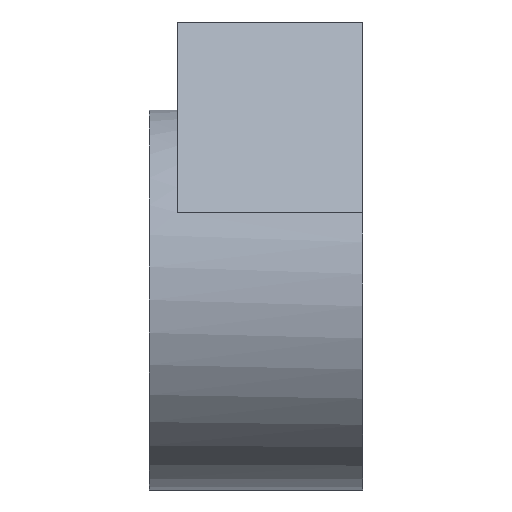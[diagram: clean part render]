
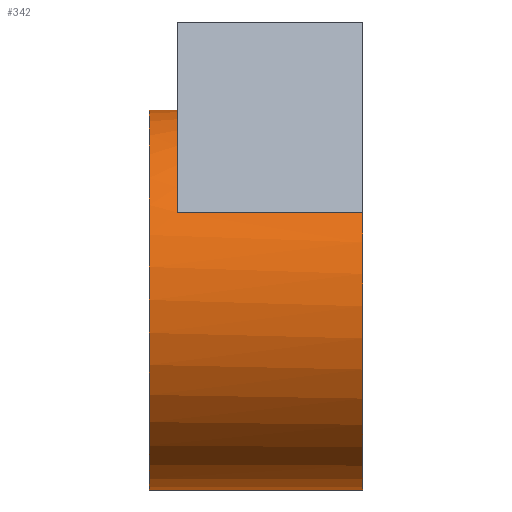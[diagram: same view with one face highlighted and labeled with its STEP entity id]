
A CAD part, left-side view. The second image highlights one B-rep face of the part: STEP entity #342.
In plain terms, the highlighted cylindrical face has radius 20.5 mm (diameter 41 mm), a partial arc.
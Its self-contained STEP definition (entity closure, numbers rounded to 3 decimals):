
#18 = CYLINDRICAL_SURFACE ( 'NONE', #120, 20.5 ) ;
#25 = DIRECTION ( 'NONE',  ( 0., 0., -1. ) ) ;
#28 = EDGE_LOOP ( 'NONE', ( #93, #463, #305, #139, #174, #513 ) ) ;
#69 = CARTESIAN_POINT ( 'NONE',  ( -18.186, 0., 9.462 ) ) ;
#91 = LINE ( 'NONE', #331, #318 ) ;
#93 = ORIENTED_EDGE ( 'NONE', *, *, #483, .F. ) ;
#120 = AXIS2_PLACEMENT_3D ( 'NONE', #404, #401, #310 ) ;
#123 = DIRECTION ( 'NONE',  ( 0., 0., -1. ) ) ;
#136 = LINE ( 'NONE', #552, #297 ) ;
#139 = ORIENTED_EDGE ( 'NONE', *, *, #378, .F. ) ;
#154 = EDGE_CURVE ( 'NONE', #377, #222, #540, .T. ) ;
#174 = ORIENTED_EDGE ( 'NONE', *, *, #154, .F. ) ;
#179 = CIRCLE ( 'NONE', #544, 20.5 ) ;
#184 = DIRECTION ( 'NONE',  ( 0., -1., 0. ) ) ;
#200 = CARTESIAN_POINT ( 'NONE',  ( 0., 3., 0. ) ) ;
#203 = VECTOR ( 'NONE', #549, 1000. ) ;
#206 = VERTEX_POINT ( 'NONE', #325 ) ;
#211 = EDGE_CURVE ( 'NONE', #488, #541, #179, .T. ) ;
#222 = VERTEX_POINT ( 'NONE', #234 ) ;
#234 = CARTESIAN_POINT ( 'NONE',  ( -18.186, -20., 9.462 ) ) ;
#239 = CARTESIAN_POINT ( 'NONE',  ( -18.186, 41.77, 9.462 ) ) ;
#263 = FACE_OUTER_BOUND ( 'NONE', #28, .T. ) ;
#282 = AXIS2_PLACEMENT_3D ( 'NONE', #489, #448, #25 ) ;
#284 = DIRECTION ( 'NONE',  ( 0., -1., 0. ) ) ;
#297 = VECTOR ( 'NONE', #284, 1000. ) ;
#305 = ORIENTED_EDGE ( 'NONE', *, *, #465, .T. ) ;
#310 = DIRECTION ( 'NONE',  ( 0., 0., -1. ) ) ;
#318 = VECTOR ( 'NONE', #184, 1000. ) ;
#325 = CARTESIAN_POINT ( 'NONE',  ( 0., -20., -20.5 ) ) ;
#331 = CARTESIAN_POINT ( 'NONE',  ( 0., 0., -20.5 ) ) ;
#342 = ADVANCED_FACE ( 'NONE', ( #263 ), #18, .T. ) ;
#352 = CARTESIAN_POINT ( 'NONE',  ( 0., -20., 0. ) ) ;
#377 = VERTEX_POINT ( 'NONE', #69 ) ;
#378 = EDGE_CURVE ( 'NONE', #222, #206, #430, .T. ) ;
#389 = EDGE_CURVE ( 'NONE', #377, #433, #452, .T. ) ;
#401 = DIRECTION ( 'NONE',  ( 0., -1., 0. ) ) ;
#404 = CARTESIAN_POINT ( 'NONE',  ( 0., 0., 0. ) ) ;
#424 = CARTESIAN_POINT ( 'NONE',  ( 0., 3., -20.5 ) ) ;
#429 = DIRECTION ( 'NONE',  ( 0., -1., 0. ) ) ;
#430 = CIRCLE ( 'NONE', #496, 20.5 ) ;
#433 = VERTEX_POINT ( 'NONE', #597 ) ;
#448 = DIRECTION ( 'NONE',  ( 0., 1., 0. ) ) ;
#452 = CIRCLE ( 'NONE', #282, 20.5 ) ;
#463 = ORIENTED_EDGE ( 'NONE', *, *, #211, .T. ) ;
#465 = EDGE_CURVE ( 'NONE', #541, #206, #91, .T. ) ;
#483 = EDGE_CURVE ( 'NONE', #488, #433, #136, .T. ) ;
#488 = VERTEX_POINT ( 'NONE', #514 ) ;
#489 = CARTESIAN_POINT ( 'NONE',  ( 0., 0., 0. ) ) ;
#496 = AXIS2_PLACEMENT_3D ( 'NONE', #352, #536, #123 ) ;
#513 = ORIENTED_EDGE ( 'NONE', *, *, #389, .T. ) ;
#514 = CARTESIAN_POINT ( 'NONE',  ( 0., 3., 20.5 ) ) ;
#516 = DIRECTION ( 'NONE',  ( 0., 0., -1. ) ) ;
#536 = DIRECTION ( 'NONE',  ( 0., -1., 0. ) ) ;
#540 = LINE ( 'NONE', #239, #203 ) ;
#541 = VERTEX_POINT ( 'NONE', #424 ) ;
#544 = AXIS2_PLACEMENT_3D ( 'NONE', #200, #429, #516 ) ;
#549 = DIRECTION ( 'NONE',  ( 0., -1., 0. ) ) ;
#552 = CARTESIAN_POINT ( 'NONE',  ( 0., 0., 20.5 ) ) ;
#597 = CARTESIAN_POINT ( 'NONE',  ( 0., 0., 20.5 ) ) ;
